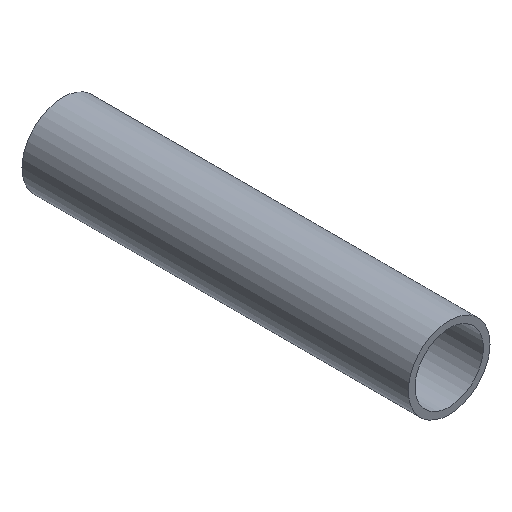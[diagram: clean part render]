
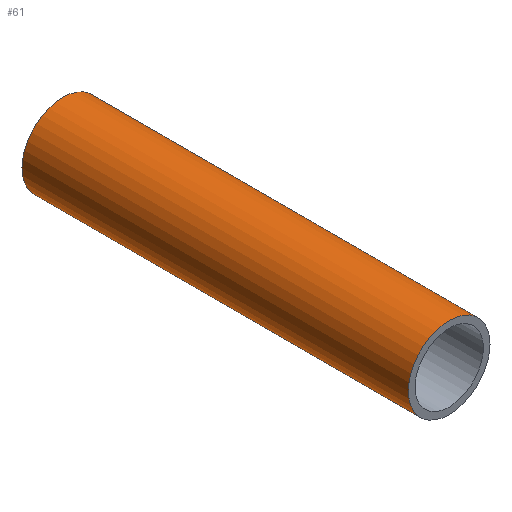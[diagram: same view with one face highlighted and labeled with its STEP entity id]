
A CAD part, isometric view. The second image highlights one B-rep face of the part: STEP entity #61.
In plain terms, the highlighted cylindrical face has radius 24.13 mm (diameter 48.26 mm), a full revolution.
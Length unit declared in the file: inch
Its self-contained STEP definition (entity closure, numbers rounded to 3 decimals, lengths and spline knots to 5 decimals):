
#19=FACE_OUTER_BOUND('',#23,.T.);
#23=EDGE_LOOP('',(#47,#48,#49,#50));
#29=LINE('',#112,#31);
#31=VECTOR('',#93,0.95);
#33=CIRCLE('',#80,0.95);
#34=CIRCLE('',#81,0.95);
#37=VERTEX_POINT('',#109);
#38=VERTEX_POINT('',#111);
#41=EDGE_CURVE('',#37,#37,#33,.T.);
#42=EDGE_CURVE('',#37,#38,#29,.T.);
#43=EDGE_CURVE('',#38,#38,#34,.T.);
#47=ORIENTED_EDGE('',*,*,#41,.F.);
#48=ORIENTED_EDGE('',*,*,#42,.T.);
#49=ORIENTED_EDGE('',*,*,#43,.T.);
#50=ORIENTED_EDGE('',*,*,#42,.F.);
#59=CYLINDRICAL_SURFACE('',#79,0.95);
#61=ADVANCED_FACE('',(#19),#59,.T.);
#79=AXIS2_PLACEMENT_3D('',#108,#89,#90);
#80=AXIS2_PLACEMENT_3D('',#110,#91,#92);
#81=AXIS2_PLACEMENT_3D('',#113,#94,#95);
#89=DIRECTION('center_axis',(0.,1.,0.));
#90=DIRECTION('ref_axis',(0.,0.,1.));
#91=DIRECTION('center_axis',(0.,1.,0.));
#92=DIRECTION('ref_axis',(0.,0.,1.));
#93=DIRECTION('',(0.,-1.,0.));
#94=DIRECTION('center_axis',(0.,1.,0.));
#95=DIRECTION('ref_axis',(0.,0.,1.));
#108=CARTESIAN_POINT('Origin',(0.,-9.,0.));
#109=CARTESIAN_POINT('',(0.,0.,-0.95));
#110=CARTESIAN_POINT('Origin',(0.,0.,0.));
#111=CARTESIAN_POINT('',(0.,-9.,-0.95));
#112=CARTESIAN_POINT('',(0.,-9.,-0.95));
#113=CARTESIAN_POINT('Origin',(0.,-9.,0.));
